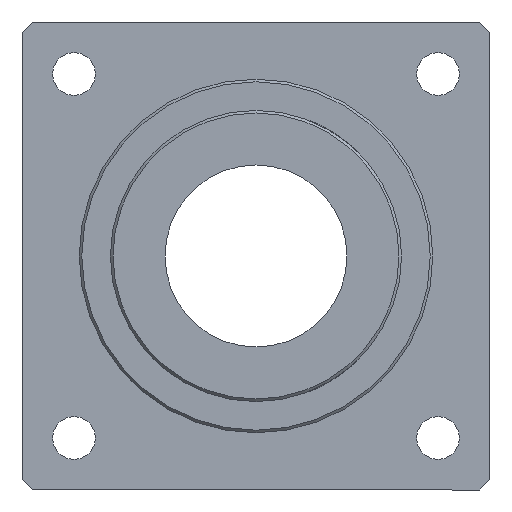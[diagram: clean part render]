
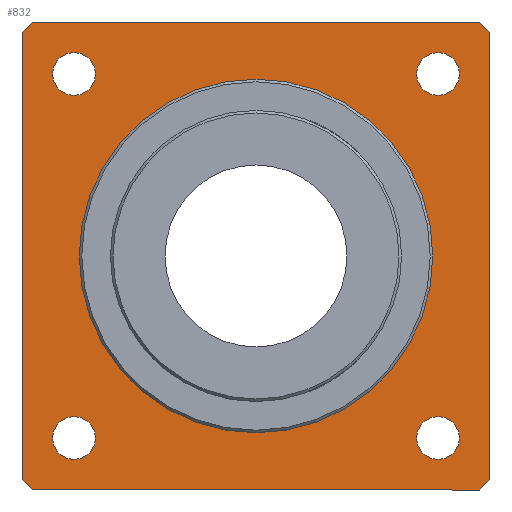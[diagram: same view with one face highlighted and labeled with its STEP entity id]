
A CAD part, left-side view. The second image highlights one B-rep face of the part: STEP entity #832.
In plain terms, the highlighted planar face has unit normal (-1, 0, 0).
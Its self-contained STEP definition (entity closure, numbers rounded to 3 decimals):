
#13=LINE($,#1608,#37);
#14=LINE($,#1610,#38);
#15=LINE($,#1612,#39);
#16=LINE($,#1614,#40);
#17=LINE($,#1616,#41);
#18=LINE($,#1618,#42);
#19=LINE($,#1620,#43);
#20=LINE($,#1621,#44);
#37=VECTOR($,#1092,2.828);
#38=VECTOR($,#1093,86.);
#39=VECTOR($,#1094,2.828);
#40=VECTOR($,#1095,86.);
#41=VECTOR($,#1096,2.828);
#42=VECTOR($,#1097,86.);
#43=VECTOR($,#1098,2.828);
#44=VECTOR($,#1099,86.);
#147=FACE_BOUND($,#293,.T.);
#148=FACE_BOUND($,#294,.T.);
#149=FACE_BOUND($,#295,.T.);
#150=FACE_BOUND($,#296,.T.);
#151=FACE_BOUND($,#297,.T.);
#201=FACE_OUTER_BOUND($,#292,.T.);
#292=EDGE_LOOP($,(#620,#621,#622,#623,#624,#625,#626,#627));
#293=EDGE_LOOP($,(#628));
#294=EDGE_LOOP($,(#629));
#295=EDGE_LOOP($,(#630));
#296=EDGE_LOOP($,(#631));
#297=EDGE_LOOP($,(#632));
#368=CIRCLE($,#908,34.);
#375=CIRCLE($,#922,4.1);
#376=CIRCLE($,#923,4.1);
#377=CIRCLE($,#924,4.1);
#378=CIRCLE($,#925,4.1);
#428=VERTEX_POINT($,#1585);
#435=VERTEX_POINT($,#1606);
#436=VERTEX_POINT($,#1607);
#437=VERTEX_POINT($,#1609);
#438=VERTEX_POINT($,#1611);
#439=VERTEX_POINT($,#1613);
#440=VERTEX_POINT($,#1615);
#441=VERTEX_POINT($,#1617);
#442=VERTEX_POINT($,#1619);
#443=VERTEX_POINT($,#1622);
#444=VERTEX_POINT($,#1624);
#445=VERTEX_POINT($,#1626);
#446=VERTEX_POINT($,#1628);
#500=EDGE_CURVE($,#428,#428,#368,.T.);
#507=EDGE_CURVE($,#435,#436,#13,.T.);
#508=EDGE_CURVE($,#437,#435,#14,.T.);
#509=EDGE_CURVE($,#438,#437,#15,.T.);
#510=EDGE_CURVE($,#439,#438,#16,.T.);
#511=EDGE_CURVE($,#440,#439,#17,.T.);
#512=EDGE_CURVE($,#441,#440,#18,.T.);
#513=EDGE_CURVE($,#442,#441,#19,.T.);
#514=EDGE_CURVE($,#436,#442,#20,.T.);
#515=EDGE_CURVE($,#443,#443,#375,.T.);
#516=EDGE_CURVE($,#444,#444,#376,.T.);
#517=EDGE_CURVE($,#445,#445,#377,.T.);
#518=EDGE_CURVE($,#446,#446,#378,.T.);
#620=ORIENTED_EDGE($,*,*,#507,.F.);
#621=ORIENTED_EDGE($,*,*,#508,.F.);
#622=ORIENTED_EDGE($,*,*,#509,.F.);
#623=ORIENTED_EDGE($,*,*,#510,.F.);
#624=ORIENTED_EDGE($,*,*,#511,.F.);
#625=ORIENTED_EDGE($,*,*,#512,.F.);
#626=ORIENTED_EDGE($,*,*,#513,.F.);
#627=ORIENTED_EDGE($,*,*,#514,.F.);
#628=ORIENTED_EDGE($,*,*,#515,.T.);
#629=ORIENTED_EDGE($,*,*,#516,.T.);
#630=ORIENTED_EDGE($,*,*,#517,.T.);
#631=ORIENTED_EDGE($,*,*,#518,.T.);
#632=ORIENTED_EDGE($,*,*,#500,.F.);
#732=PLANE($,#921);
#832=ADVANCED_FACE($,(#201,#147,#148,#149,#150,#151),#732,.T.);
#908=AXIS2_PLACEMENT_3D($,#1586,#1064,#1065);
#921=AXIS2_PLACEMENT_3D($,#1605,#1090,#1091);
#922=AXIS2_PLACEMENT_3D($,#1623,#1100,#1101);
#923=AXIS2_PLACEMENT_3D($,#1625,#1102,#1103);
#924=AXIS2_PLACEMENT_3D($,#1627,#1104,#1105);
#925=AXIS2_PLACEMENT_3D($,#1629,#1106,#1107);
#1064=DIRECTION('center_axis',(-1.,0.,0.));
#1065=DIRECTION('ref_axis',(0.,0.,1.));
#1090=DIRECTION('center_axis',(-1.,0.,0.));
#1091=DIRECTION('ref_axis',(0.,0.,1.));
#1092=DIRECTION($,(0.,0.707,-0.707));
#1093=DIRECTION($,(0.,0.,-1.));
#1094=DIRECTION($,(0.,-0.707,-0.707));
#1095=DIRECTION($,(0.,-1.,0.));
#1096=DIRECTION($,(0.,-0.707,0.707));
#1097=DIRECTION($,(0.,0.,1.));
#1098=DIRECTION($,(0.,0.707,0.707));
#1099=DIRECTION($,(0.,1.,0.));
#1100=DIRECTION('center_axis',(1.,0.,0.));
#1101=DIRECTION('ref_axis',(0.,0.,
1.));
#1102=DIRECTION('center_axis',(1.,0.,0.));
#1103=DIRECTION('ref_axis',(0.,0.,
1.));
#1104=DIRECTION('center_axis',(1.,0.,0.));
#1105=DIRECTION('ref_axis',(0.,0.,
1.));
#1106=DIRECTION('center_axis',(1.,0.,0.));
#1107=DIRECTION('ref_axis',(0.,0.,
1.));
#1585=CARTESIAN_POINT('',(84.,0.,34.));
#1586=CARTESIAN_POINT('Origin',(84.,0.,0.));
#1605=CARTESIAN_POINT('Origin',(84.,0.,0.));
#1606=CARTESIAN_POINT('',(84.,-45.,-43.));
#1607=CARTESIAN_POINT('',(84.,-43.,-45.));
#1608=CARTESIAN_POINT($,(84.,-44.,-44.));
#1609=CARTESIAN_POINT('',(84.,-45.,43.));
#1610=CARTESIAN_POINT($,(84.,-45.,45.));
#1611=CARTESIAN_POINT('',(84.,-43.,45.));
#1612=CARTESIAN_POINT($,(84.,-44.,44.));
#1613=CARTESIAN_POINT('',(84.,43.,45.));
#1614=CARTESIAN_POINT($,(84.,45.,45.));
#1615=CARTESIAN_POINT('',(84.,45.,43.));
#1616=CARTESIAN_POINT($,(84.,44.,44.));
#1617=CARTESIAN_POINT('',(84.,45.,-43.));
#1618=CARTESIAN_POINT($,(84.,45.,-45.));
#1619=CARTESIAN_POINT('',(84.,43.,-45.));
#1620=CARTESIAN_POINT($,(84.,44.,-44.));
#1621=CARTESIAN_POINT($,(84.,-45.,-45.));
#1622=CARTESIAN_POINT('',(84.,-35.,-30.9));
#1623=CARTESIAN_POINT('Origin',(84.,-35.,-35.));
#1624=CARTESIAN_POINT('',(84.,-35.,39.1));
#1625=CARTESIAN_POINT('Origin',(84.,-35.,35.));
#1626=CARTESIAN_POINT('',(84.,35.,39.1));
#1627=CARTESIAN_POINT('Origin',(84.,35.,35.));
#1628=CARTESIAN_POINT('',(84.,35.,-30.9));
#1629=CARTESIAN_POINT('Origin',(84.,35.,-35.));
